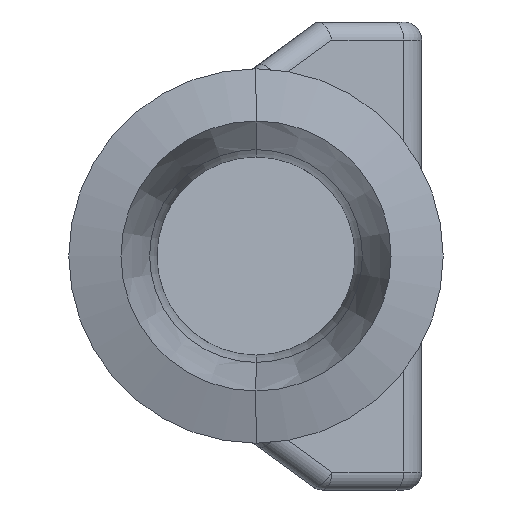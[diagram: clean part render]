
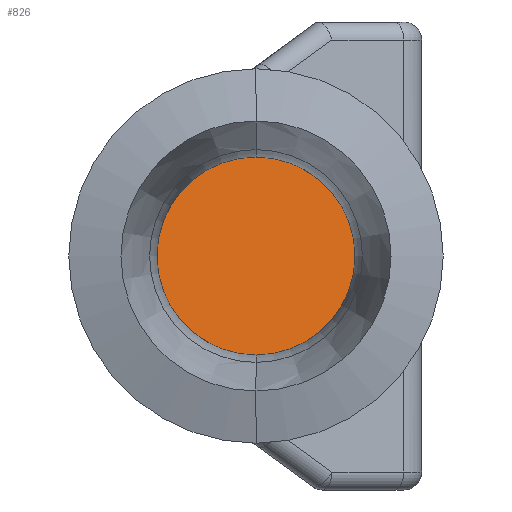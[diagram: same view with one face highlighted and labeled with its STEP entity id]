
A CAD part, left-side view. The second image highlights one B-rep face of the part: STEP entity #826.
In plain terms, the highlighted planar face has unit normal (-0.866, -0.5, 0).
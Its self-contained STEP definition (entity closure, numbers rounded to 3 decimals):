
#232 = CARTESIAN_POINT ( 'NONE',  ( 35.291, -4.6, -17.343 ) ) ;
#374 = CARTESIAN_POINT ( 'NONE',  ( 32.635, 0., 2.75 ) ) ;
#454 = EDGE_CURVE ( 'NONE', #771, #551, #1830, .T. ) ;
#499 = DIRECTION ( 'NONE',  ( -0.866, -0.5, 0. ) ) ;
#551 = VERTEX_POINT ( 'NONE', #1531 ) ;
#655 = ORIENTED_EDGE ( 'NONE', *, *, #454, .T. ) ;
#771 = VERTEX_POINT ( 'NONE', #374 ) ;
#792 = CARTESIAN_POINT ( 'NONE',  ( 29.459, 5.5, 2.75 ) ) ;
#826 = ADVANCED_FACE ( 'NONE', ( #902 ), #1077, .T. ) ;
#853 = CARTESIAN_POINT ( 'NONE',  ( 35.81, -5.5, 2.75 ) ) ;
#902 = FACE_OUTER_BOUND ( 'NONE', #1051, .T. ) ;
#914 = CARTESIAN_POINT ( 'NONE',  ( 32.635, 0., -2.75 ) ) ;
#941 = EDGE_CURVE ( 'NONE', #551, #771, #1568, .T. ) ;
#1051 = EDGE_LOOP ( 'NONE', ( #655, #1296 ) ) ;
#1068 = DIRECTION ( 'NONE',  ( 0.5, -0.866, 0. ) ) ;
#1077 = PLANE ( 'NONE',  #1760 ) ;
#1226 = CARTESIAN_POINT ( 'NONE',  ( 32.635, 0., 2.75 ) ) ;
#1267 = CARTESIAN_POINT ( 'NONE',  ( 32.635, 0., -2.75 ) ) ;
#1296 = ORIENTED_EDGE ( 'NONE', *, *, #941, .T. ) ;
#1310 = CARTESIAN_POINT ( 'NONE',  ( 35.81, -5.5, -2.75 ) ) ;
#1411 = CARTESIAN_POINT ( 'NONE',  ( 32.635, 0., 2.75 ) ) ;
#1531 = CARTESIAN_POINT ( 'NONE',  ( 32.635, 0., -2.75 ) ) ;
#1568 =( BOUNDED_CURVE ( )  B_SPLINE_CURVE ( 3, ( #1267, #1310, #853, #1411 ),
 .UNSPECIFIED., .F., .T. ) 
 B_SPLINE_CURVE_WITH_KNOTS ( ( 4, 4 ),
 ( 1.571, 4.712 ),
 .UNSPECIFIED. ) 
 CURVE ( )  GEOMETRIC_REPRESENTATION_ITEM ( )  RATIONAL_B_SPLINE_CURVE ( ( 1., 0.333, 0.333, 1. ) ) 
 REPRESENTATION_ITEM ( '' )  );
#1760 = AXIS2_PLACEMENT_3D ( 'NONE', #232, #499, #1068 ) ;
#1801 = CARTESIAN_POINT ( 'NONE',  ( 29.459, 5.5, -2.75 ) ) ;
#1830 =( BOUNDED_CURVE ( )  B_SPLINE_CURVE ( 3, ( #1226, #792, #1801, #914 ),
 .UNSPECIFIED., .F., .F. ) 
 B_SPLINE_CURVE_WITH_KNOTS ( ( 4, 4 ),
 ( 4.712, 7.854 ),
 .UNSPECIFIED. ) 
 CURVE ( )  GEOMETRIC_REPRESENTATION_ITEM ( )  RATIONAL_B_SPLINE_CURVE ( ( 1., 0.333, 0.333, 1. ) ) 
 REPRESENTATION_ITEM ( '' )  );
